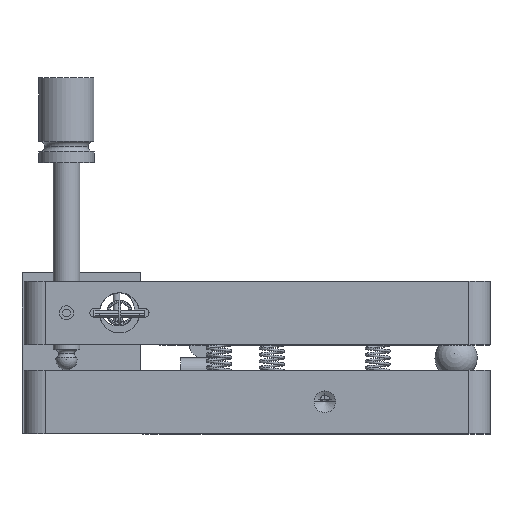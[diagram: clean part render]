
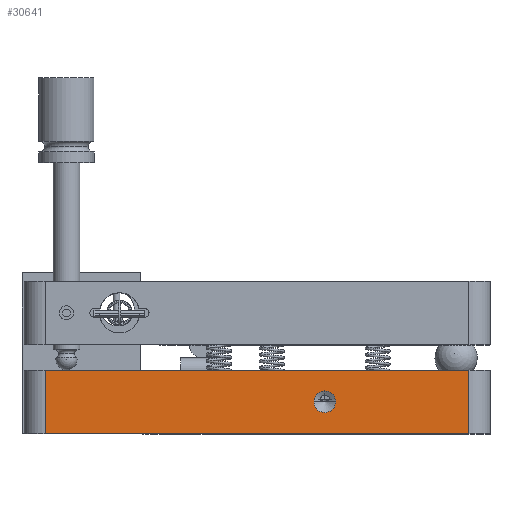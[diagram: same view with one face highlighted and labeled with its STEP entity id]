
A CAD part, top view. The second image highlights one B-rep face of the part: STEP entity #30641.
In plain terms, the highlighted planar face has unit normal (0, 0, 1).
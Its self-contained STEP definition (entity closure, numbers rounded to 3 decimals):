
#816 = EDGE_LOOP ( 'NONE', ( #24611, #7595, #27563, #4797 ) ) ;
#1798 = VERTEX_POINT ( 'NONE', #21216 ) ;
#3910 = DIRECTION ( 'NONE',  ( 1., 0., 0. ) ) ;
#4505 = EDGE_CURVE ( 'NONE', #27641, #1798, #36194, .T. ) ;
#4594 = VERTEX_POINT ( 'NONE', #26295 ) ;
#4797 = ORIENTED_EDGE ( 'NONE', *, *, #16641, .T. ) ;
#5363 = DIRECTION ( 'NONE',  ( 0., 1., 0. ) ) ;
#7109 = EDGE_CURVE ( 'NONE', #37629, #4594, #32199, .T. ) ;
#7595 = ORIENTED_EDGE ( 'NONE', *, *, #8292, .F. ) ;
#8203 = CARTESIAN_POINT ( 'NONE',  ( -66., 0., 38. ) ) ;
#8292 = EDGE_CURVE ( 'NONE', #31074, #37629, #30765, .T. ) ;
#8589 = EDGE_LOOP ( 'NONE', ( #11145, #37075 ) ) ;
#8913 = CARTESIAN_POINT ( 'NONE',  ( 0., -7.5, 38. ) ) ;
#9272 = AXIS2_PLACEMENT_3D ( 'NONE', #18297, #15509, #35785 ) ;
#9660 = LINE ( 'NONE', #37310, #25034 ) ;
#10317 = CARTESIAN_POINT ( 'NONE',  ( -66., -15., 38. ) ) ;
#11145 = ORIENTED_EDGE ( 'NONE', *, *, #21574, .F. ) ;
#12363 = CARTESIAN_POINT ( 'NONE',  ( 0., -7.5, 38. ) ) ;
#14226 = DIRECTION ( 'NONE',  ( 1., 0., 0. ) ) ;
#14510 = VECTOR ( 'NONE', #5363, 1000. ) ;
#14603 = CARTESIAN_POINT ( 'NONE',  ( 34., -15., 38. ) ) ;
#15463 = VERTEX_POINT ( 'NONE', #24024 ) ;
#15509 = DIRECTION ( 'NONE',  ( 0., 0., 1. ) ) ;
#16641 = EDGE_CURVE ( 'NONE', #15463, #4594, #19474, .T. ) ;
#17783 = DIRECTION ( 'NONE',  ( 1., 0., 0. ) ) ;
#18297 = CARTESIAN_POINT ( 'NONE',  ( 34., -15., 38. ) ) ;
#18616 = CARTESIAN_POINT ( 'NONE',  ( -66., -15., 38. ) ) ;
#18981 = VECTOR ( 'NONE', #19300, 1000. ) ;
#19300 = DIRECTION ( 'NONE',  ( 0., 1., 0. ) ) ;
#19474 = LINE ( 'NONE', #14603, #14510 ) ;
#20167 = DIRECTION ( 'NONE',  ( 1., 0., 0. ) ) ;
#20363 = VECTOR ( 'NONE', #3910, 1000. ) ;
#21101 = FACE_BOUND ( 'NONE', #8589, .T. ) ;
#21107 = CARTESIAN_POINT ( 'NONE',  ( -2.553, -7.5, 38. ) ) ;
#21216 = CARTESIAN_POINT ( 'NONE',  ( 2.553, -7.5, 38. ) ) ;
#21574 = EDGE_CURVE ( 'NONE', #1798, #27641, #35682, .T. ) ;
#24024 = CARTESIAN_POINT ( 'NONE',  ( 34., -15., 38. ) ) ;
#24272 = AXIS2_PLACEMENT_3D ( 'NONE', #8913, #35142, #17783 ) ;
#24611 = ORIENTED_EDGE ( 'NONE', *, *, #7109, .F. ) ;
#25034 = VECTOR ( 'NONE', #14226, 1000. ) ;
#25418 = EDGE_CURVE ( 'NONE', #31074, #15463, #9660, .T. ) ;
#26295 = CARTESIAN_POINT ( 'NONE',  ( 34., 0., 38. ) ) ;
#27563 = ORIENTED_EDGE ( 'NONE', *, *, #25418, .T. ) ;
#27641 = VERTEX_POINT ( 'NONE', #21107 ) ;
#30068 = PLANE ( 'NONE',  #9272 ) ;
#30641 = ADVANCED_FACE ( 'NONE', ( #21101, #36097 ), #30068, .T. ) ;
#30765 = LINE ( 'NONE', #10317, #18981 ) ;
#31074 = VERTEX_POINT ( 'NONE', #18616 ) ;
#32199 = LINE ( 'NONE', #35973, #20363 ) ;
#32634 = DIRECTION ( 'NONE',  ( 0., 0., 1. ) ) ;
#33101 = AXIS2_PLACEMENT_3D ( 'NONE', #12363, #32634, #20167 ) ;
#35142 = DIRECTION ( 'NONE',  ( 0., 0., 1. ) ) ;
#35682 = CIRCLE ( 'NONE', #24272, 2.553 ) ;
#35785 = DIRECTION ( 'NONE',  ( 1., 0., 0. ) ) ;
#35973 = CARTESIAN_POINT ( 'NONE',  ( 34., 0., 38. ) ) ;
#36097 = FACE_OUTER_BOUND ( 'NONE', #816, .T. ) ;
#36194 = CIRCLE ( 'NONE', #33101, 2.553 ) ;
#37075 = ORIENTED_EDGE ( 'NONE', *, *, #4505, .F. ) ;
#37310 = CARTESIAN_POINT ( 'NONE',  ( 34., -15., 38. ) ) ;
#37629 = VERTEX_POINT ( 'NONE', #8203 ) ;
